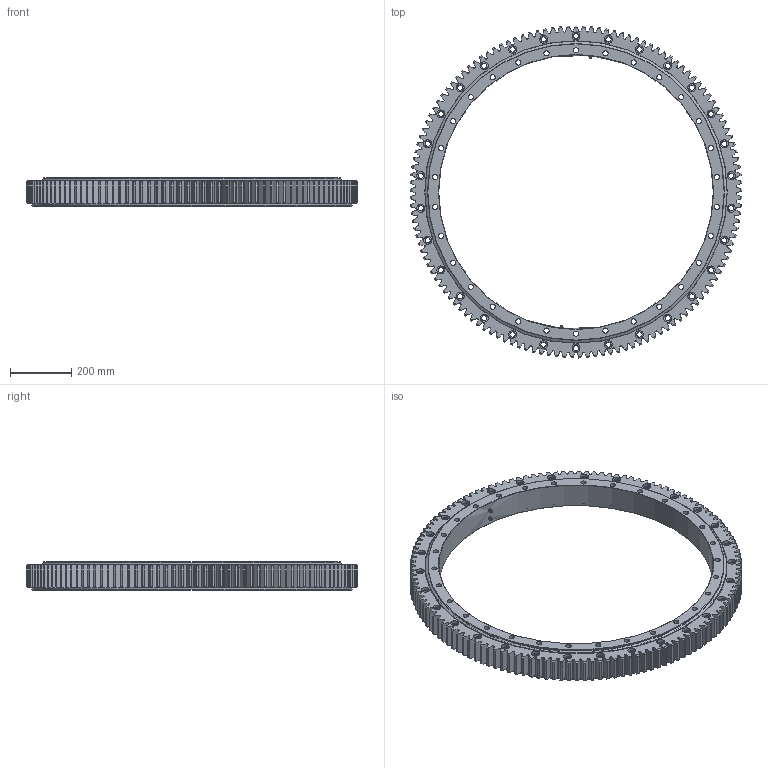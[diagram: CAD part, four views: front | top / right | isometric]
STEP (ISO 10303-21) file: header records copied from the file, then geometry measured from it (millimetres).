
FILE_DESCRIPTION (( 'STEP AP214' ), '1' );
FILE_NAME ('E.1080.2.22.00.D.6.STEP', '2020-05-12T07:43:36', ( '' ), ( '' ), 'SwSTEP 2.0', 'SolidWorks 2016', '' );
FILE_SCHEMA (( 'AUTOMOTIVE_DESIGN' ));
Length unit declared in the file: millimetre
Products named in the file (7): E.1080.2.22.00.D.6 - IR; E.1080.2.22.00.D.6 - OR; E.1080.2.22.00.D.6 - OR Seal; E.1080.2.22.00.D.6; Grease nipple M10x1mm; Ball D22; E.1080.2.22.00.D.6 - IR Seal
Assembly tree (128 placements, depth 2):
  E.1080.2.22.00.D.6
    E.1080.2.22.00.D.6 - IR
    E.1080.2.22.00.D.6 - OR
    Ball D22  x120
    E.1080.2.22.00.D.6 - IR Seal
    E.1080.2.22.00.D.6 - OR Seal
    Grease nipple M10x1mm  x4
Bounding box: 1079.98 x 1079.91 x 92 mm (x, y, z)
Volume: 18032135 mm3; surface area: 2634335.8 mm2
Topology: 128 solids, 128 shells, 1404 faces, 3935 edges, 2618 vertices
Faces by surface type: plane 381, cone 336, cylinder 279, bspline 266, sphere 120, torus 22
Full cylindrical faces by diameter (mm): 3 x4, 9 x4, 10 x4, 17 x60, 26 x60, 893 x1, 952 x2, 966 x4, 970 x4, 984 x2, 1042 x1
Entity records: 67245 total; most frequent: CARTESIAN_POINT 37858, ORIENTED_EDGE 6314, DIRECTION 5049, EDGE_CURVE 3157, VERTEX_POINT 2204, AXIS2_PLACEMENT_3D 1923, EDGE_LOOP 1581, FACE_OUTER_BOUND 1359
